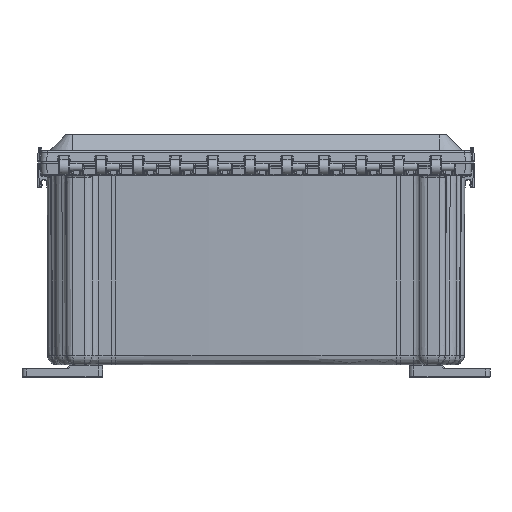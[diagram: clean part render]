
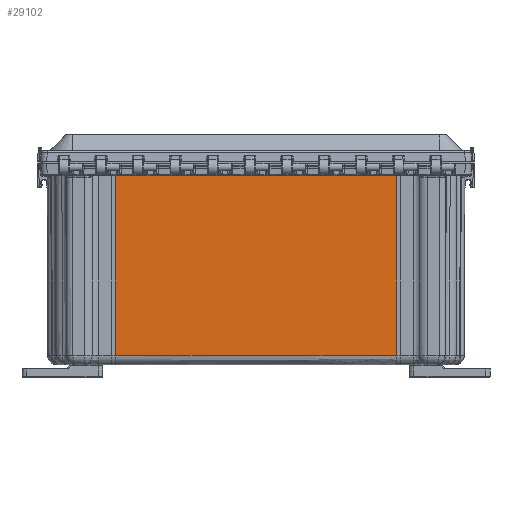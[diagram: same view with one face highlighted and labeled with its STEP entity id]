
A CAD part, left-side view. The second image highlights one B-rep face of the part: STEP entity #29102.
In plain terms, the highlighted conical face has half-angle 0.25 degrees and reference radius 4480.03 mm.
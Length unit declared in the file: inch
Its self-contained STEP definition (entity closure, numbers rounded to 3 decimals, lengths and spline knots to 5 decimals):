
#118 = ORIENTED_EDGE ( 'NONE', *, *, #142301, .T. ) ;
#907 = CARTESIAN_POINT ( 'NONE',  ( -7.12536, -5.6695, 0.09179 ) ) ;
#4981 = CARTESIAN_POINT ( 'NONE',  ( -7.14053, -5.66999, 3.57 ) ) ;
#7686 = EDGE_LOOP ( 'NONE', ( #117216, #118, #29414, #112245 ) ) ;
#7855 = DIRECTION ( 'NONE',  ( 0., 0., -1. ) ) ;
#23659 = CIRCLE ( 'NONE', #92359, 176.37803 ) ;
#24123 = DIRECTION ( 'NONE',  ( 0., 0., 1. ) ) ;
#29102 = ADVANCED_FACE ( 'NONE', ( #76988 ), #49451, .T. ) ;
#29414 = ORIENTED_EDGE ( 'NONE', *, *, #30041, .F. ) ;
#30041 = EDGE_CURVE ( 'NONE', #127732, #40482, #131550, .T. ) ;
#35219 = CARTESIAN_POINT ( 'NONE',  ( 169.14646, -0.00362, 3.57 ) ) ;
#36138 = CARTESIAN_POINT ( 'NONE',  ( -7.12511, 5.66981, 0.09179 ) ) ;
#40482 = VERTEX_POINT ( 'NONE', #123610 ) ;
#48127 = DIRECTION ( 'NONE',  ( -0.004, 0., 1. ) ) ;
#49451 = CONICAL_SURFACE ( 'NONE', #107580, 176.37932, 0.004 ) ;
#52151 = AXIS2_PLACEMENT_3D ( 'NONE', #69854, #7855, #96376 ) ;
#62019 = VECTOR ( 'NONE', #113069, 39.37008 ) ;
#63754 = DIRECTION ( 'NONE',  ( -1., 0., 0. ) ) ;
#65303 = VECTOR ( 'NONE', #48127, 39.37008 ) ;
#69854 = CARTESIAN_POINT ( 'NONE',  ( 169.14646, -0.00362, -3.6817 ) ) ;
#75365 = LINE ( 'NONE', #907, #65303 ) ;
#76988 = FACE_OUTER_BOUND ( 'NONE', #7686, .T. ) ;
#92359 = AXIS2_PLACEMENT_3D ( 'NONE', #35219, #130662, #143042 ) ;
#95289 = VERTEX_POINT ( 'NONE', #4981 ) ;
#96376 = DIRECTION ( 'NONE',  ( -0.999, -0.032, 0. ) ) ;
#97626 = VERTEX_POINT ( 'NONE', #117806 ) ;
#103727 = LINE ( 'NONE', #36138, #62019 ) ;
#107580 = AXIS2_PLACEMENT_3D ( 'NONE', #139862, #24123, #63754 ) ;
#112245 = ORIENTED_EDGE ( 'NONE', *, *, #149479, .T. ) ;
#113069 = DIRECTION ( 'NONE',  ( 0.004, 0., -1. ) ) ;
#117216 = ORIENTED_EDGE ( 'NONE', *, *, #156178, .F. ) ;
#117806 = CARTESIAN_POINT ( 'NONE',  ( -7.14028, 5.6703, 3.57 ) ) ;
#119362 = CARTESIAN_POINT ( 'NONE',  ( -7.1089, -5.66897, -3.6817 ) ) ;
#123610 = CARTESIAN_POINT ( 'NONE',  ( -7.10866, 5.66928, -3.6817 ) ) ;
#127732 = VERTEX_POINT ( 'NONE', #119362 ) ;
#130662 = DIRECTION ( 'NONE',  ( 0., 0., 1. ) ) ;
#131550 = CIRCLE ( 'NONE', #52151, 176.34638 ) ;
#139862 = CARTESIAN_POINT ( 'NONE',  ( 169.14646, -0.00362, 3.86528 ) ) ;
#142301 = EDGE_CURVE ( 'NONE', #97626, #40482, #103727, .T. ) ;
#143042 = DIRECTION ( 'NONE',  ( 1., 0., 0. ) ) ;
#149479 = EDGE_CURVE ( 'NONE', #127732, #95289, #75365, .T. ) ;
#156178 = EDGE_CURVE ( 'NONE', #97626, #95289, #23659, .T. ) ;
